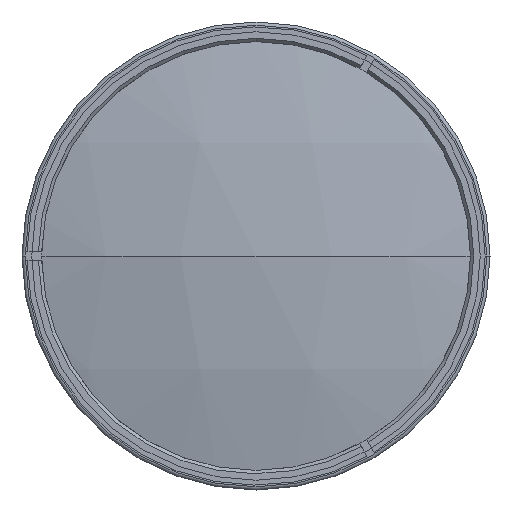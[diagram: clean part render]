
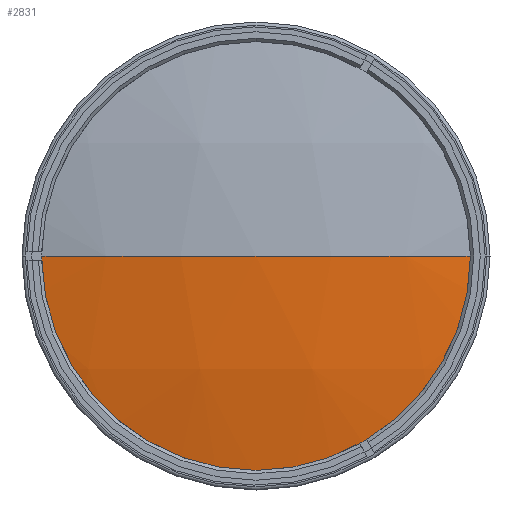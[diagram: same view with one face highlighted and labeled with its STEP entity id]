
A CAD part, left-side view. The second image highlights one B-rep face of the part: STEP entity #2831.
In plain terms, the highlighted spherical face has radius 300.64 mm.
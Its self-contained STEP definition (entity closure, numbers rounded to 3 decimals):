
#147 = CARTESIAN_POINT ( 'NONE',  ( -270.092, 0., 0. ) ) ;
#493 = ORIENTED_EDGE ( 'NONE', *, *, #2665, .T. ) ;
#576 = DIRECTION ( 'NONE',  ( 0., 0., 1. ) ) ;
#1074 = DIRECTION ( 'NONE',  ( 0., 0., 1. ) ) ;
#1281 = EDGE_CURVE ( 'NONE', #5028, #4156, #3876, .T. ) ;
#1398 = VERTEX_POINT ( 'NONE', #2040 ) ;
#1419 = ORIENTED_EDGE ( 'NONE', *, *, #1281, .F. ) ;
#1493 = CARTESIAN_POINT ( 'NONE',  ( 22.64, 0., 0. ) ) ;
#1585 = DIRECTION ( 'NONE',  ( 0., 1., 0. ) ) ;
#1879 = FACE_OUTER_BOUND ( 'NONE', #3459, .T. ) ;
#1932 = DIRECTION ( 'NONE',  ( 0., 1., 0. ) ) ;
#2040 = CARTESIAN_POINT ( 'NONE',  ( -270.092, -68.5, 0. ) ) ;
#2665 = EDGE_CURVE ( 'NONE', #5028, #1398, #2967, .T. ) ;
#2831 = ADVANCED_FACE ( 'NONE', ( #1879 ), #3631, .T. ) ;
#2967 = CIRCLE ( 'NONE', #4097, 68.5 ) ;
#3158 = DIRECTION ( 'NONE',  ( -1., 0., 0. ) ) ;
#3459 = EDGE_LOOP ( 'NONE', ( #493, #4943, #1419 ) ) ;
#3631 = SPHERICAL_SURFACE ( 'NONE', #4842, 300.64 ) ;
#3659 = CARTESIAN_POINT ( 'NONE',  ( 22.64, 0., 0. ) ) ;
#3666 = CARTESIAN_POINT ( 'NONE',  ( -278., 0., 0. ) ) ;
#3876 = CIRCLE ( 'NONE', #4774, 300.64 ) ;
#3987 = AXIS2_PLACEMENT_3D ( 'NONE', #1493, #4503, #1932 ) ;
#4083 = DIRECTION ( 'NONE',  ( 0., -1., 0. ) ) ;
#4097 = AXIS2_PLACEMENT_3D ( 'NONE', #147, #3158, #576 ) ;
#4154 = DIRECTION ( 'NONE',  ( 0., 0., -1. ) ) ;
#4156 = VERTEX_POINT ( 'NONE', #3666 ) ;
#4503 = DIRECTION ( 'NONE',  ( 0., 0., -1. ) ) ;
#4654 = CIRCLE ( 'NONE', #3987, 300.64 ) ;
#4774 = AXIS2_PLACEMENT_3D ( 'NONE', #3659, #1074, #4083 ) ;
#4785 = CARTESIAN_POINT ( 'NONE',  ( -270.092, 68.5, 0. ) ) ;
#4842 = AXIS2_PLACEMENT_3D ( 'NONE', #5419, #4154, #1585 ) ;
#4943 = ORIENTED_EDGE ( 'NONE', *, *, #5170, .T. ) ;
#5028 = VERTEX_POINT ( 'NONE', #4785 ) ;
#5170 = EDGE_CURVE ( 'NONE', #1398, #4156, #4654, .T. ) ;
#5419 = CARTESIAN_POINT ( 'NONE',  ( 22.64, 0., 0. ) ) ;
